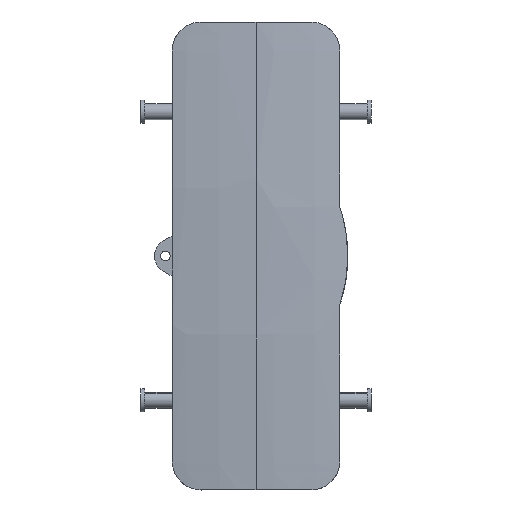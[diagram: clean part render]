
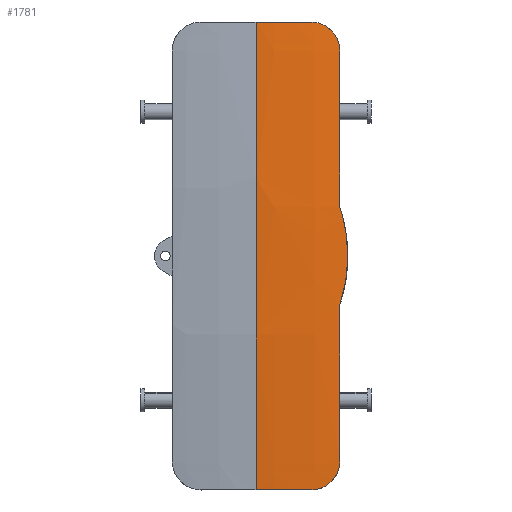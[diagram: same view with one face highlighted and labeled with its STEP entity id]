
A CAD part, top view. The second image highlights one B-rep face of the part: STEP entity #1781.
In plain terms, the highlighted face is a revolution surface.
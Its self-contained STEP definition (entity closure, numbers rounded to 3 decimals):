
#607=AXIS2_PLACEMENT_3D('Circle Axis2P3D',#605,#606,$) ;
#817=AXIS2_PLACEMENT_3D('Circle Axis2P3D',#815,#816,$) ;
#602=CARTESIAN_POINT('Vertex',(29.5,120.,21.998)) ;
#605=CARTESIAN_POINT('Axis2P3D Location',(29.5,120.,-126.)) ;
#609=CARTESIAN_POINT('Vertex',(43.5,120.,21.334)) ;
#631=CARTESIAN_POINT('Control Point',(51.,112.5,20.902)) ;
#632=CARTESIAN_POINT('Control Point',(51.,114.859,20.763)) ;
#633=CARTESIAN_POINT('Control Point',(50.076,117.23,20.75)) ;
#634=CARTESIAN_POINT('Control Point',(48.193,119.087,20.903)) ;
#635=CARTESIAN_POINT('Control Point',(45.848,120.,21.111)) ;
#636=CARTESIAN_POINT('Control Point',(43.5,120.,21.334)) ;
#637=CARTESIAN_POINT('Vertex',(51.,112.5,20.902)) ;
#658=CARTESIAN_POINT('Control Point',(51.,112.5,20.902)) ;
#659=CARTESIAN_POINT('Control Point',(51.,104.508,21.374)) ;
#660=CARTESIAN_POINT('Control Point',(51.,96.511,21.757)) ;
#661=CARTESIAN_POINT('Control Point',(51.,88.509,22.049)) ;
#662=CARTESIAN_POINT('Control Point',(51.,80.505,22.251)) ;
#663=CARTESIAN_POINT('Control Point',(51.,72.5,22.363)) ;
#664=CARTESIAN_POINT('Vertex',(51.,72.5,22.363)) ;
#739=CARTESIAN_POINT('Vertex',(51.,7.5,20.902)) ;
#746=CARTESIAN_POINT('Vertex',(51.,47.5,22.363)) ;
#750=CARTESIAN_POINT('Control Point',(51.,7.5,20.902)) ;
#751=CARTESIAN_POINT('Control Point',(51.,15.492,21.374)) ;
#752=CARTESIAN_POINT('Control Point',(51.,23.489,21.757)) ;
#753=CARTESIAN_POINT('Control Point',(51.,31.491,22.049)) ;
#754=CARTESIAN_POINT('Control Point',(51.,39.495,22.251)) ;
#755=CARTESIAN_POINT('Control Point',(51.,47.5,22.363)) ;
#789=CARTESIAN_POINT('Control Point',(51.,7.5,20.902)) ;
#790=CARTESIAN_POINT('Control Point',(51.,5.141,20.763)) ;
#791=CARTESIAN_POINT('Control Point',(50.076,2.77,20.75)) ;
#792=CARTESIAN_POINT('Control Point',(48.193,0.913,20.903)) ;
#793=CARTESIAN_POINT('Control Point',(45.848,0.,21.111)) ;
#794=CARTESIAN_POINT('Control Point',(43.5,0.,21.334)) ;
#795=CARTESIAN_POINT('Vertex',(43.5,0.,21.334)) ;
#815=CARTESIAN_POINT('Axis2P3D Location',(29.5,0.,-126.)) ;
#819=CARTESIAN_POINT('Vertex',(29.5,0.,21.998)) ;
#1741=CARTESIAN_POINT('Control Point',(29.5,0.,21.998)) ;
#1742=CARTESIAN_POINT('Control Point',(29.5,39.941,24.666)) ;
#1743=CARTESIAN_POINT('Control Point',(29.5,80.059,24.666)) ;
#1744=CARTESIAN_POINT('Control Point',(29.5,120.,21.998)) ;
#1756=CARTESIAN_POINT('Control Point',(29.5,-0.021,21.996)) ;
#1757=CARTESIAN_POINT('Control Point',(29.5,39.934,24.667)) ;
#1758=CARTESIAN_POINT('Control Point',(29.5,80.066,24.667)) ;
#1759=CARTESIAN_POINT('Control Point',(29.5,120.021,21.996)) ;
#1760=CARTESIAN_POINT('Axis1P Location',(29.5,60.,-126.)) ;
#1765=CARTESIAN_POINT('Control Point',(51.,47.5,22.363)) ;
#1766=CARTESIAN_POINT('Control Point',(53.039,53.527,22.152)) ;
#1767=CARTESIAN_POINT('Control Point',(53.767,60.,22.044)) ;
#1768=CARTESIAN_POINT('Control Point',(53.039,66.473,22.152)) ;
#1769=CARTESIAN_POINT('Control Point',(51.,72.5,22.363)) ;
#606=DIRECTION('Axis2P3D Direction',(0.,-1.,-0.)) ;
#816=DIRECTION('Axis2P3D Direction',(0.,-1.,-0.)) ;
#1761=DIRECTION('Axis1P Direction',(0.,-1.,0.)) ;
#1762=AXIS1_PLACEMENT('Revolution Surface Axis1P',#1760,#1761) ;
#1772=ORIENTED_EDGE('',*,*,#1745,.F.) ;
#1773=ORIENTED_EDGE('',*,*,#821,.F.) ;
#1774=ORIENTED_EDGE('',*,*,#797,.F.) ;
#1775=ORIENTED_EDGE('',*,*,#756,.T.) ;
#1776=ORIENTED_EDGE('',*,*,#1770,.T.) ;
#1777=ORIENTED_EDGE('',*,*,#666,.F.) ;
#1778=ORIENTED_EDGE('',*,*,#639,.F.) ;
#1779=ORIENTED_EDGE('',*,*,#611,.T.) ;
#1781=ADVANCED_FACE('Housing',(#1780),#1763,.F.) ;
#630=B_SPLINE_CURVE_WITH_KNOTS('',5,(#631,#632,#633,#634,#635,#636),.UNSPECIFIED.,.F.,.U.,(6,6),(0.,17.154),.UNSPECIFIED.) ;
#657=B_SPLINE_CURVE_WITH_KNOTS('',5,(#658,#659,#660,#661,#662,#663),.UNSPECIFIED.,.F.,.U.,(6,6),(0.,56.611),.UNSPECIFIED.) ;
#749=B_SPLINE_CURVE_WITH_KNOTS('',5,(#750,#751,#752,#753,#754,#755),.UNSPECIFIED.,.F.,.U.,(6,6),(0.,56.611),.UNSPECIFIED.) ;
#788=B_SPLINE_CURVE_WITH_KNOTS('',5,(#789,#790,#791,#792,#793,#794),.UNSPECIFIED.,.F.,.U.,(6,6),(0.,17.154),.UNSPECIFIED.) ;
#1740=B_SPLINE_CURVE_WITH_KNOTS('',3,(#1741,#1742,#1743,#1744),.UNSPECIFIED.,.F.,.U.,(4,4),(1353.672,1473.85),.UNSPECIFIED.) ;
#1755=B_SPLINE_CURVE_WITH_KNOTS('',3,(#1756,#1757,#1758,#1759),.UNSPECIFIED.,.F.,.U.,(4,4),(1353.651,1473.872),.UNSPECIFIED.) ;
#1764=B_SPLINE_CURVE_WITH_KNOTS('',4,(#1765,#1766,#1767,#1768,#1769),.UNSPECIFIED.,.F.,.U.,(5,5),(0.,36.225),.UNSPECIFIED.) ;
#608=CIRCLE('generated circle',#607,147.998) ;
#818=CIRCLE('generated circle',#817,147.998) ;
#611=EDGE_CURVE('',#610,#603,#608,.T.) ;
#639=EDGE_CURVE('',#610,#638,#630,.F.) ;
#666=EDGE_CURVE('',#638,#665,#657,.T.) ;
#756=EDGE_CURVE('',#740,#747,#749,.T.) ;
#797=EDGE_CURVE('',#740,#796,#788,.T.) ;
#821=EDGE_CURVE('',#796,#820,#818,.T.) ;
#1745=EDGE_CURVE('',#820,#603,#1740,.T.) ;
#1770=EDGE_CURVE('',#747,#665,#1764,.T.) ;
#1771=EDGE_LOOP('',(#1772,#1773,#1774,#1775,#1776,#1777,#1778,#1779)) ;
#1780=FACE_OUTER_BOUND('',#1771,.T.) ;
#1763=SURFACE_OF_REVOLUTION('Surface of Revolution',#1755,#1762) ;
#603=VERTEX_POINT('',#602) ;
#610=VERTEX_POINT('',#609) ;
#638=VERTEX_POINT('',#637) ;
#665=VERTEX_POINT('',#664) ;
#740=VERTEX_POINT('',#739) ;
#747=VERTEX_POINT('',#746) ;
#796=VERTEX_POINT('',#795) ;
#820=VERTEX_POINT('',#819) ;
